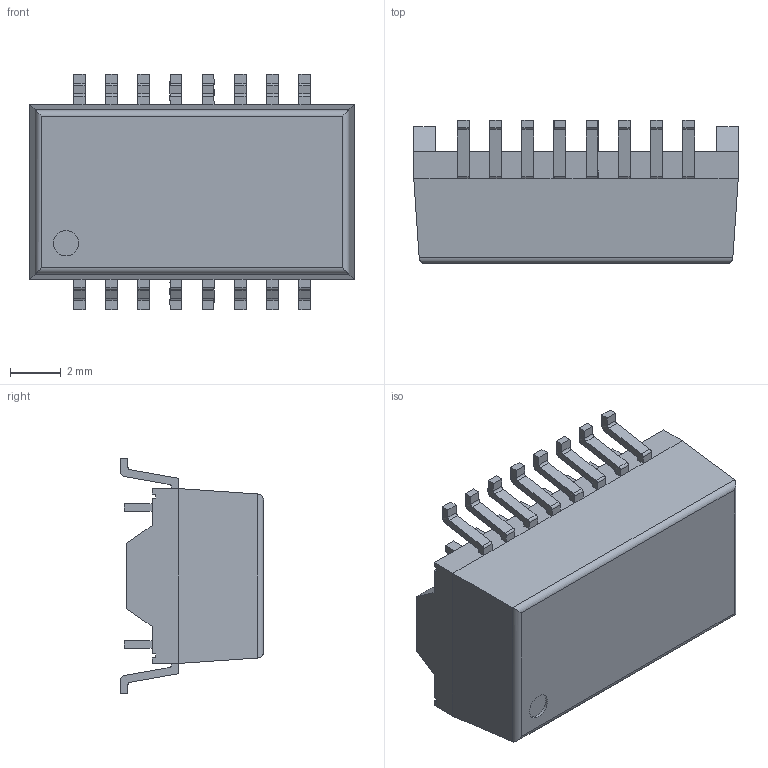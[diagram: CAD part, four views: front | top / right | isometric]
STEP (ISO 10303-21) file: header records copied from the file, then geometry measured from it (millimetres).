
FILE_DESCRIPTION(/* description */ (''),/* implementation_level */ '2;1');
FILE_NAME(/* name */ '',/* time_stamp */ '2014-02-07T11:25:13+08:00',/* author */ (''),/* organization */ (''),/* preprocessor_version */ 'ST-DEVELOPER v11',/* originating_system */ 'SIEMENS PLM Software NX 7.5',/* authorisation */ '');
FILE_SCHEMA (('AUTOMOTIVE_DESIGN { 1 0 10303 214 1 1 1 1 }'));
Length unit declared in the file: millimetre
Products named in the file (1): SM75057PL
Bounding box: 12.8 x 5.65 x 9.3 mm (x, y, z)
Volume: 332.2 mm3; surface area: 485.9 mm2
Topology: 1 solids, 1 shells, 326 faces, 877 edges, 570 vertices
Faces by surface type: plane 257, cylinder 69
Full cylindrical faces by diameter (mm): 1 x1
Entity records: 12366 total; most frequent: CARTESIAN_POINT 1773, ORIENTED_EDGE 1752, DIRECTION 1664, EDGE_CURVE 876, LINE 742, VECTOR 742, VERTEX_POINT 570, AXIS2_PLACEMENT_3D 461
